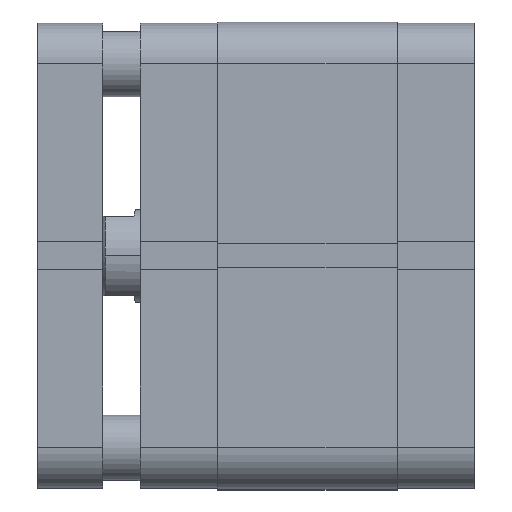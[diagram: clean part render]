
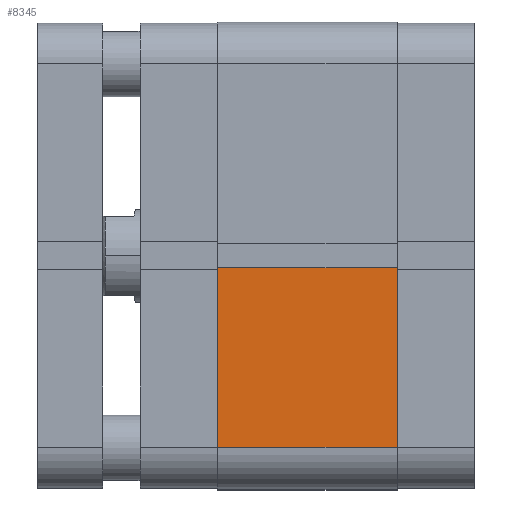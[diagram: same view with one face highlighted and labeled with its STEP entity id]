
A CAD part, top view. The second image highlights one B-rep face of the part: STEP entity #8345.
In plain terms, the highlighted face is planar.
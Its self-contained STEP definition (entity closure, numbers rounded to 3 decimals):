
#181 = VERTEX_POINT ( 'NONE', #1853 ) ;
#330 = VERTEX_POINT ( 'NONE', #2002 ) ;
#436 = VERTEX_POINT ( 'NONE', #2093 ) ;
#445 = VERTEX_POINT ( 'NONE', #2102 ) ;
#1390 = VECTOR ( 'NONE', #3077, 1000. ) ;
#1392 = LINE ( 'NONE', #3071, #1390 ) ;
#1395 = LINE ( 'NONE', #3083, #1400 ) ;
#1400 = VECTOR ( 'NONE', #3086, 1000. ) ;
#1693 = LINE ( 'NONE', #3456, #1696 ) ;
#1696 = VECTOR ( 'NONE', #3457, 1000. ) ;
#1747 = LINE ( 'NONE', #3522, #7658 ) ;
#1853 = CARTESIAN_POINT ( 'NONE',  ( 2.6, 50., 38.5 ) ) ;
#2002 = CARTESIAN_POINT ( 'NONE',  ( 41., 50., 0. ) ) ;
#2093 = CARTESIAN_POINT ( 'NONE',  ( 41., 50., 38.5 ) ) ;
#2102 = CARTESIAN_POINT ( 'NONE',  ( 2.6, 50., 0. ) ) ;
#3071 = CARTESIAN_POINT ( 'NONE',  ( 2.6, 50., 38.5 ) ) ;
#3077 = DIRECTION ( 'NONE',  ( 0., 0., -1. ) ) ;
#3083 = CARTESIAN_POINT ( 'NONE',  ( 41., 50., 38.5 ) ) ;
#3086 = DIRECTION ( 'NONE',  ( 0., 0., -1. ) ) ;
#3456 = CARTESIAN_POINT ( 'NONE',  ( 2.6, 50., 0. ) ) ;
#3457 = DIRECTION ( 'NONE',  ( -1., 0., 0. ) ) ;
#3522 = CARTESIAN_POINT ( 'NONE',  ( 2.6, 50., 38.5 ) ) ;
#3523 = DIRECTION ( 'NONE',  ( -1., 0., 0. ) ) ;
#3762 = PLANE ( 'NONE',  #7063 ) ;
#3765 = CARTESIAN_POINT ( 'NONE',  ( 2.6, 50., 38.5 ) ) ;
#3771 = DIRECTION ( 'NONE',  ( 0., -1., 0. ) ) ;
#3772 = DIRECTION ( 'NONE',  ( 1., 0., 0. ) ) ;
#4373 = FACE_OUTER_BOUND ( 'NONE', #7523, .T. ) ;
#6145 = ORIENTED_EDGE ( 'NONE', *, *, #6568, .T. ) ;
#6150 = ORIENTED_EDGE ( 'NONE', *, *, #6736, .T. ) ;
#6159 = ORIENTED_EDGE ( 'NONE', *, *, #6564, .F. ) ;
#6163 = ORIENTED_EDGE ( 'NONE', *, *, #6764, .F. ) ;
#6564 = EDGE_CURVE ( 'NONE', #181, #445, #1392, .T. ) ;
#6568 = EDGE_CURVE ( 'NONE', #436, #330, #1395, .T. ) ;
#6736 = EDGE_CURVE ( 'NONE', #330, #445, #1693, .T. ) ;
#6764 = EDGE_CURVE ( 'NONE', #436, #181, #1747, .T. ) ;
#7063 = AXIS2_PLACEMENT_3D ( 'NONE', #3765, #3771, #3772 ) ;
#7523 = EDGE_LOOP ( 'NONE', ( #6150, #6159, #6163, #6145 ) ) ;
#7658 = VECTOR ( 'NONE', #3523, 1000. ) ;
#8345 = ADVANCED_FACE ( 'NONE', ( #4373 ), #3762, .F. ) ;
